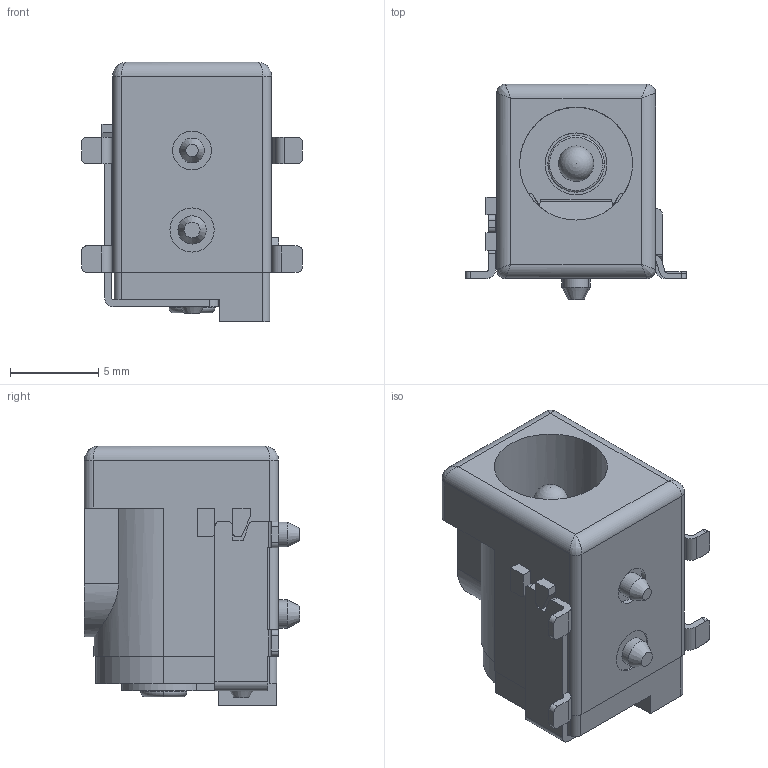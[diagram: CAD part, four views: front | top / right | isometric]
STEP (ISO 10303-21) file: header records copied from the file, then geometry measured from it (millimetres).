
FILE_DESCRIPTION(/* description */ ('DCJ200-05-A-K1-A_PART1','CAx-IF Rec.Pracs.---Representation and Presentation of Product Manufacturing Information (PMI)---4.0---2014-10-13'),/* implementation_level */ '2;1');
FILE_NAME(/* name */ 'DCJ200-05-A-K1-A.step',/* time_stamp */ '2025-02-14T15:09:10-07:00',/* author */ (''),/* organization */ (''),/* preprocessor_version */ 'ST-DEVELOPER v20',/* originating_system */ 'Autodesk Translation Framework v13.20.0.188',/* authorisation */ '');
FILE_SCHEMA (('AP242_MANAGED_MODEL_BASED_3D_ENGINEERING_MIM_LF { 1 0 10303 442 1 1 4 }'));
Length unit declared in the file: millimetre
Products named in the file (1): DCJ200-05-A-K1-A_PART1
Bounding box: 12.5 x 12.2 x 14.7 mm (x, y, z)
Volume: 802.5 mm3; surface area: 1524.7 mm2
Topology: 3 solids, 4 shells, 289 faces, 764 edges, 479 vertices
Faces by surface type: plane 184, cylinder 73, bspline 18, torus 8, cone 5, sphere 1
Full cylindrical faces by diameter (mm): 1.4 x1, 1.45 x1, 1.5 x1, 1.55 x1, 1.6 x1, 2 x2, 2.1 x3, 2.2 x1, 2.5 x1, 2.6 x1, 3.05 x1, 3.1 x1, 3.2 x1, 3.5 x1, 6.4 x1
Entity records: 11121 total; most frequent: CARTESIAN_POINT 3850, ORIENTED_EDGE 1516, DIRECTION 1442, EDGE_CURVE 758, LINE 560, VECTOR 560, VERTEX_POINT 479, AXIS2_PLACEMENT_3D 441
